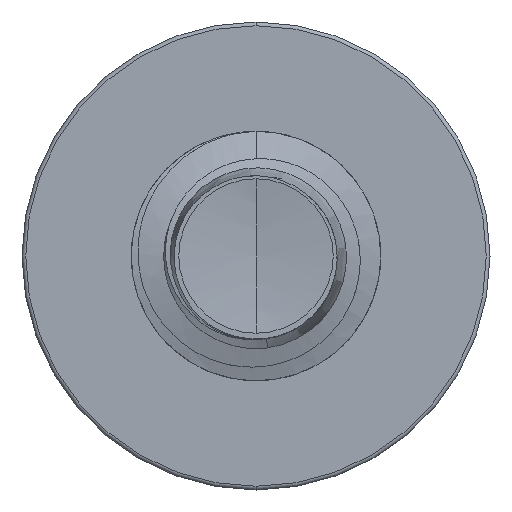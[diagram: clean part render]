
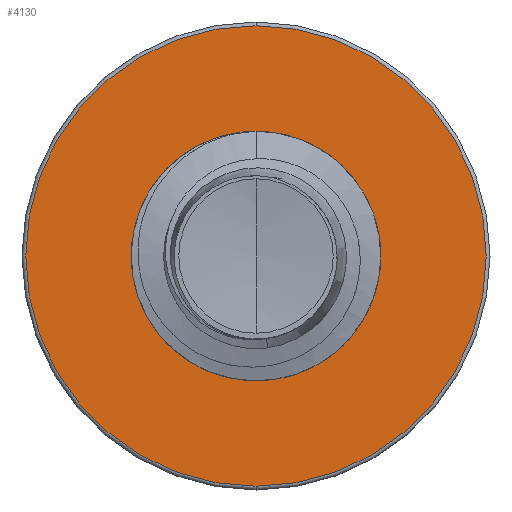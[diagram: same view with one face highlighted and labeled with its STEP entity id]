
A CAD part, front view. The second image highlights one B-rep face of the part: STEP entity #4130.
In plain terms, the highlighted planar face has unit normal (0, -1, 0).
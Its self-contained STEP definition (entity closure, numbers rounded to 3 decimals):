
#30 = DIRECTION ( 'NONE',  ( 0., 0., 1. ) ) ;
#34 = DIRECTION ( 'NONE',  ( 0., 1., 0. ) ) ;
#54 = CARTESIAN_POINT ( 'NONE',  ( 0., 2.25, 0. ) ) ;
#159 = CIRCLE ( 'NONE', #1823, 1.476 ) ;
#762 = PLANE ( 'NONE',  #8776 ) ;
#806 = CARTESIAN_POINT ( 'NONE',  ( 0., 2.25, -0.799 ) ) ;
#855 = DIRECTION ( 'NONE',  ( 0., 1., 0. ) ) ;
#900 = CARTESIAN_POINT ( 'NONE',  ( 0., 2.25, -1.476 ) ) ;
#923 = AXIS2_PLACEMENT_3D ( 'NONE', #2608, #9355, #3758 ) ;
#941 = DIRECTION ( 'NONE',  ( 0., 0., 1. ) ) ;
#1270 = DIRECTION ( 'NONE',  ( 0., 0., 1. ) ) ;
#1386 = EDGE_LOOP ( 'NONE', ( #9181, #4895 ) ) ;
#1823 = AXIS2_PLACEMENT_3D ( 'NONE', #6999, #2799, #1270 ) ;
#2322 = ORIENTED_EDGE ( 'NONE', *, *, #10726, .T. ) ;
#2364 = VERTEX_POINT ( 'NONE', #6828 ) ;
#2608 = CARTESIAN_POINT ( 'NONE',  ( 0., 2.25, 0. ) ) ;
#2799 = DIRECTION ( 'NONE',  ( 0., 1., 0. ) ) ;
#3450 = AXIS2_PLACEMENT_3D ( 'NONE', #54, #34, #30 ) ;
#3584 = CARTESIAN_POINT ( 'NONE',  ( 0., 2.25, 0.799 ) ) ;
#3758 = DIRECTION ( 'NONE',  ( 0., 0., 1. ) ) ;
#4006 = CIRCLE ( 'NONE', #6549, 0.799 ) ;
#4130 = ADVANCED_FACE ( 'NONE', ( #11349, #10878 ), #762, .F. ) ;
#4198 = VERTEX_POINT ( 'NONE', #900 ) ;
#4770 = CARTESIAN_POINT ( 'NONE',  ( 0., 2.25, 0. ) ) ;
#4895 = ORIENTED_EDGE ( 'NONE', *, *, #10740, .F. ) ;
#5848 = DIRECTION ( 'NONE',  ( 0., 0., 1. ) ) ;
#6515 = VERTEX_POINT ( 'NONE', #11633 ) ;
#6549 = AXIS2_PLACEMENT_3D ( 'NONE', #4770, #10928, #5848 ) ;
#6828 = CARTESIAN_POINT ( 'NONE',  ( 0., 2.25, -0.799 ) ) ;
#6999 = CARTESIAN_POINT ( 'NONE',  ( 0., 2.25, 0. ) ) ;
#7093 = CIRCLE ( 'NONE', #923, 1.476 ) ;
#8776 = AXIS2_PLACEMENT_3D ( 'NONE', #806, #855, #941 ) ;
#9181 = ORIENTED_EDGE ( 'NONE', *, *, #10237, .F. ) ;
#9276 = VERTEX_POINT ( 'NONE', #3584 ) ;
#9355 = DIRECTION ( 'NONE',  ( 0., 1., 0. ) ) ;
#9888 = EDGE_LOOP ( 'NONE', ( #2322, #12129 ) ) ;
#9919 = EDGE_CURVE ( 'NONE', #2364, #9276, #10441, .T. ) ;
#10237 = EDGE_CURVE ( 'NONE', #6515, #4198, #159, .T. ) ;
#10441 = CIRCLE ( 'NONE', #3450, 0.799 ) ;
#10726 = EDGE_CURVE ( 'NONE', #9276, #2364, #4006, .T. ) ;
#10740 = EDGE_CURVE ( 'NONE', #4198, #6515, #7093, .T. ) ;
#10878 = FACE_BOUND ( 'NONE', #9888, .T. ) ;
#10928 = DIRECTION ( 'NONE',  ( 0., 1., 0. ) ) ;
#11349 = FACE_OUTER_BOUND ( 'NONE', #1386, .T. ) ;
#11633 = CARTESIAN_POINT ( 'NONE',  ( 0., 2.25, 1.476 ) ) ;
#12129 = ORIENTED_EDGE ( 'NONE', *, *, #9919, .T. ) ;
